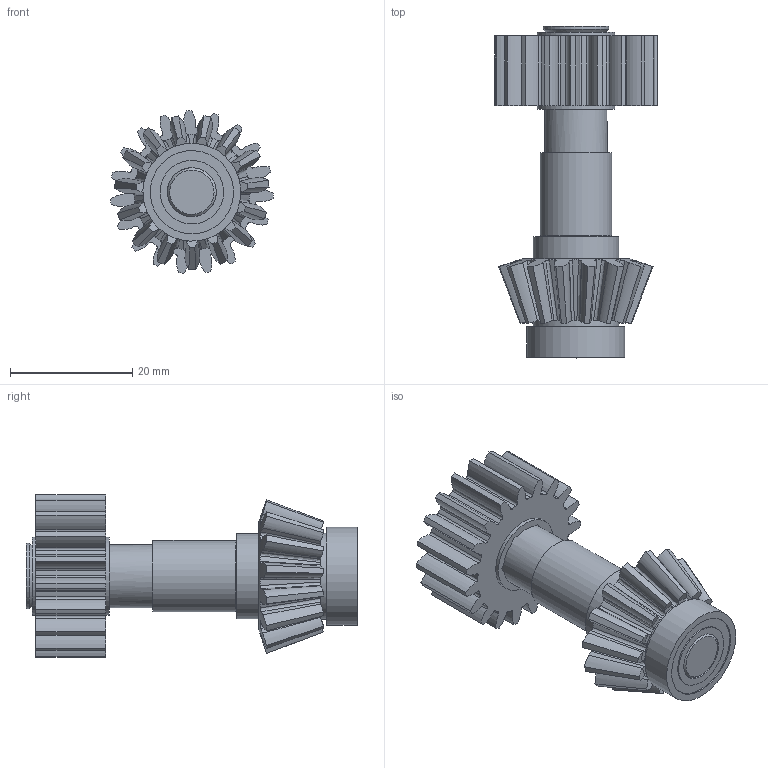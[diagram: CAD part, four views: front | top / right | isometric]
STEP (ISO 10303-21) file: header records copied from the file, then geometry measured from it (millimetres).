
FILE_DESCRIPTION(/* description */ (''),/* implementation_level */ '2;1');
FILE_NAME(/* name */ 'Intermediate_Wheel_Rotor_mk4i.stp',/* time_stamp */ '2023-05-13T12:17:19-05:00',/* author */ ('FIRSTMentor'),/* organization */ (''),/* preprocessor_version */ 'ST-DEVELOPER v19.2',/* originating_system */ 'Autodesk Inventor 2024',/* authorisation */ '');
FILE_SCHEMA (('AUTOMOTIVE_DESIGN { 1 0 10303 214 3 1 1 }'));
Length unit declared in the file: inch
Products named in the file (1): Intermediate_Wheel_Rotor_mk4i
Bounding box: 26.62 x 54.24 x 26.61 mm (x, y, z)
Volume: 11643.8 mm3; surface area: 6791.1 mm2
Topology: 1 solids, 2 shells, 389 faces, 1140 edges, 740 vertices
Faces by surface type: cylinder 161, plane 106, bspline 77, cone 44, torus 1
Full cylindrical faces by diameter (mm): 4.112 x10, 4.496 x10, 5.486 x1, 5.613 x1, 8 x2, 10.25 x1, 10.4 x2, 10.719 x1, 11.684 x1, 12.7 x2, 13.6 x2, 13.97 x1, 14 x1, 16 x1
Entity records: 26760 total; most frequent: CARTESIAN_POINT 16568, ORIENTED_EDGE 2278, DIRECTION 1817, EDGE_CURVE 1139, VERTEX_POINT 740, AXIS2_PLACEMENT_3D 705, EDGE_LOOP 413, LINE 407
